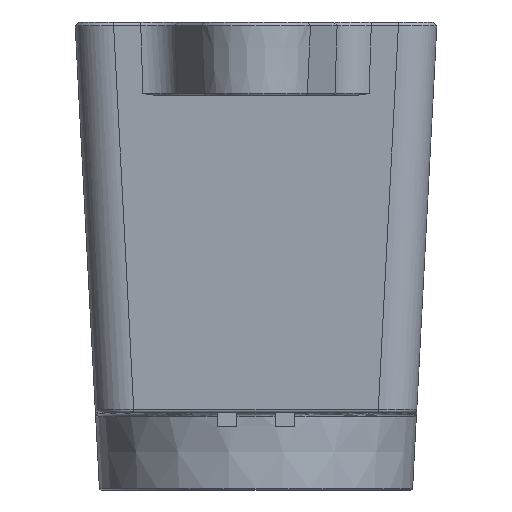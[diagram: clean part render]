
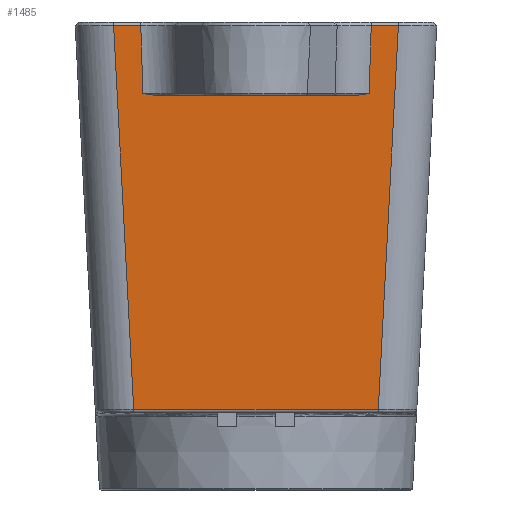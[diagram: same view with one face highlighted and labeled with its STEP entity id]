
A CAD part, left-side view. The second image highlights one B-rep face of the part: STEP entity #1485.
In plain terms, the highlighted planar face has unit normal (-0.999, 0, -0.052).
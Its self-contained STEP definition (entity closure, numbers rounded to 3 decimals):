
#183=B_SPLINE_CURVE_WITH_KNOTS('',3,(#12284,#12285,#12286,#12287,#12288,
#12289),.UNSPECIFIED.,.F.,.F.,(4,2,4),(0.,0.5,1.),.UNSPECIFIED.);
#184=B_SPLINE_CURVE_WITH_KNOTS('',3,(#12293,#12294,#12295,#12296,#12297,
#12298),.UNSPECIFIED.,.F.,.F.,(4,2,4),(0.,0.5,1.),.UNSPECIFIED.);
#1485=ADVANCED_FACE('',(#2113),#1833,.F.);
#1833=PLANE('',#8219);
#2113=FACE_OUTER_BOUND('',#2502,.T.);
#2502=EDGE_LOOP('',(#3773,#3774,#3775,#3776,#3777,#3778,#3779,#3780,#3781,
#3782));
#3773=ORIENTED_EDGE('',*,*,#6153,.T.);
#3774=ORIENTED_EDGE('',*,*,#6155,.T.);
#3775=ORIENTED_EDGE('',*,*,#6156,.T.);
#3776=ORIENTED_EDGE('',*,*,#6157,.T.);
#3777=ORIENTED_EDGE('',*,*,#6158,.T.);
#3778=ORIENTED_EDGE('',*,*,#6159,.T.);
#3779=ORIENTED_EDGE('',*,*,#6160,.T.);
#3780=ORIENTED_EDGE('',*,*,#6161,.T.);
#3781=ORIENTED_EDGE('',*,*,#6162,.F.);
#3782=ORIENTED_EDGE('',*,*,#6163,.T.);
#5316=VERTEX_POINT('',#12267);
#5317=VERTEX_POINT('',#12269);
#5318=VERTEX_POINT('',#12273);
#5319=VERTEX_POINT('',#12275);
#5320=VERTEX_POINT('',#12277);
#5321=VERTEX_POINT('',#12279);
#5322=VERTEX_POINT('',#12281);
#5323=VERTEX_POINT('',#12283);
#5324=VERTEX_POINT('',#12290);
#5325=VERTEX_POINT('',#12292);
#6153=EDGE_CURVE('',#5317,#5316,#7017,.T.);
#6155=EDGE_CURVE('',#5316,#5318,#7018,.T.);
#6156=EDGE_CURVE('',#5318,#5319,#7019,.T.);
#6157=EDGE_CURVE('',#5319,#5320,#7020,.T.);
#6158=EDGE_CURVE('',#5320,#5321,#7021,.T.);
#6159=EDGE_CURVE('',#5321,#5322,#7022,.T.);
#6160=EDGE_CURVE('',#5322,#5323,#7023,.T.);
#6161=EDGE_CURVE('',#5323,#5324,#183,.T.);
#6162=EDGE_CURVE('',#5325,#5324,#7024,.T.);
#6163=EDGE_CURVE('',#5325,#5317,#184,.T.);
#7017=LINE('',#12268,#7728);
#7018=LINE('',#12272,#7729);
#7019=LINE('',#12274,#7730);
#7020=LINE('',#12276,#7731);
#7021=LINE('',#12278,#7732);
#7022=LINE('',#12280,#7733);
#7023=LINE('',#12282,#7734);
#7024=LINE('',#12291,#7735);
#7728=VECTOR('',#9517,1.);
#7729=VECTOR('',#9522,1.);
#7730=VECTOR('',#9523,1.);
#7731=VECTOR('',#9524,1.);
#7732=VECTOR('',#9525,1.);
#7733=VECTOR('',#9526,1.);
#7734=VECTOR('',#9527,1.);
#7735=VECTOR('',#9528,1.);
#8219=AXIS2_PLACEMENT_3D('',#12299,#9529,#9530);
#9517=DIRECTION('',(-0.052,0.032,0.998));
#9522=DIRECTION('',(0.,1.,0.));
#9523=DIRECTION('',(0.052,-0.052,-0.997));
#9524=DIRECTION('',(0.,-1.,0.));
#9525=DIRECTION('',(-0.052,-0.052,0.997));
#9526=DIRECTION('',(0.,1.,0.));
#9527=DIRECTION('',(0.052,0.032,-0.998));
#9528=DIRECTION('',(0.,-1.,0.));
#9529=DIRECTION('',(0.999,0.,0.052));
#9530=DIRECTION('',(0.052,0.,-0.999));
#12267=CARTESIAN_POINT('',(-17.24,4.984,6.1));
#12268=CARTESIAN_POINT('',(-17.24,4.984,6.108));
#12269=CARTESIAN_POINT('',(-17.056,4.872,2.595));
#12272=CARTESIAN_POINT('',(-17.24,-1.,6.1));
#12273=CARTESIAN_POINT('',(-17.24,6.392,6.1));
#12274=CARTESIAN_POINT('',(-17.23,6.382,5.912));
#12275=CARTESIAN_POINT('',(-16.196,5.349,-13.81));
#12276=CARTESIAN_POINT('',(-16.196,-1.,-13.81));
#12277=CARTESIAN_POINT('',(-16.196,-7.349,-13.81));
#12278=CARTESIAN_POINT('',(-17.23,-8.382,5.912));
#12279=CARTESIAN_POINT('',(-17.24,-8.392,6.1));
#12280=CARTESIAN_POINT('',(-17.24,-1.,6.1));
#12281=CARTESIAN_POINT('',(-17.24,-6.984,6.1));
#12282=CARTESIAN_POINT('',(-17.24,-6.984,6.108));
#12283=CARTESIAN_POINT('',(-17.056,-6.872,2.595));
#12284=CARTESIAN_POINT('',(-17.056,-6.872,2.595));
#12285=CARTESIAN_POINT('',(-17.054,-6.74,2.565));
#12286=CARTESIAN_POINT('',(-17.054,-6.684,2.552));
#12287=CARTESIAN_POINT('',(-17.051,-6.441,2.51));
#12288=CARTESIAN_POINT('',(-17.051,-6.336,2.5));
#12289=CARTESIAN_POINT('',(-17.051,-6.248,2.5));
#12290=CARTESIAN_POINT('',(-17.051,-6.248,2.5));
#12291=CARTESIAN_POINT('',(-17.051,-1.,2.5));
#12292=CARTESIAN_POINT('',(-17.051,4.248,2.5));
#12293=CARTESIAN_POINT('',(-17.051,4.248,2.5));
#12294=CARTESIAN_POINT('',(-17.051,4.335,2.5));
#12295=CARTESIAN_POINT('',(-17.052,4.49,2.519));
#12296=CARTESIAN_POINT('',(-17.053,4.635,2.544));
#12297=CARTESIAN_POINT('',(-17.054,4.738,2.565));
#12298=CARTESIAN_POINT('',(-17.056,4.872,2.595));
#12299=CARTESIAN_POINT('',(-17.25,-1.,6.297));
